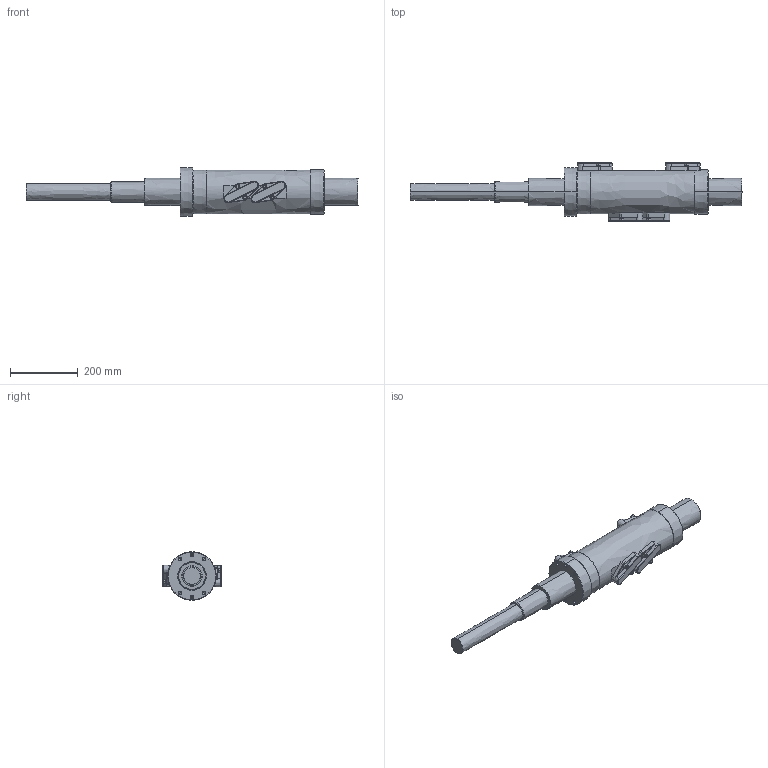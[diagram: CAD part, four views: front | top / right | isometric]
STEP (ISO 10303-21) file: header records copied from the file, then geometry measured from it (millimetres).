
FILE_DESCRIPTION((''),'2;1');
FILE_NAME('00_HSP8020FY_ASM','2022-07-13T16:01:43',('10019049'),(''),'CREO PARAMETRIC BY PTC INC, 2019080','CREO PARAMETRIC BY PTC INC, 2019080','');
FILE_SCHEMA(('CONFIG_CONTROL_DESIGN'));
Length unit declared in the file: millimetre
Products named in the file (6): NUT_HSP8020FY; SHAFT_HSP8020FY; LOCKER_HSP8020FY; __8_0001; _M820_0001; 00_HSP8020FY_ASM
Assembly tree (22 placements, depth 2):
  00_HSP8020FY_ASM
    NUT_HSP8020FY
    SHAFT_HSP8020FY
    LOCKER_HSP8020FY  x4
    __8_0001  x8
    _M820_0001  x8
Bounding box: 980 x 175 x 143 mm (x, y, z)
Surface area: 614291.5 mm2 (no closed solid volume)
Topology: 0 solids, 0 shells, 545 faces, 2562 edges, 2518 vertices
Faces by surface type: bspline 512, torus 33
Entity records: 25159 total; most frequent: CARTESIAN_POINT 15033, DIRECTION 1647, TRIMMED_CURVE 1338, VECTOR 1095, LINE 1095, DEFINITIONAL_REPRESENTATION 1074, PCURVE 1074, COMPOSITE_CURVE_SEGMENT 1074
